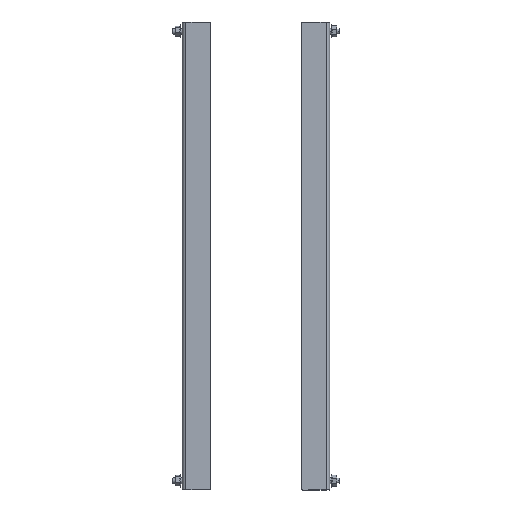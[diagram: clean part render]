
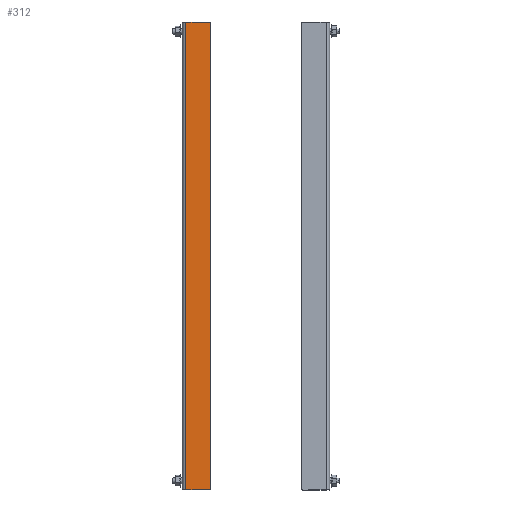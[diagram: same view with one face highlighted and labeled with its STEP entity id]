
A CAD part, front view. The second image highlights one B-rep face of the part: STEP entity #312.
In plain terms, the highlighted face is planar.
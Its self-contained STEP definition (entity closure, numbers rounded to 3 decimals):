
#13 = DIRECTION ( 'NONE',  ( 1., 0., 0. ) ) ;
#187 = CARTESIAN_POINT ( 'NONE',  ( 323.5, -16.5, -2.5 ) ) ;
#205 = FACE_OUTER_BOUND ( 'NONE', #219, .T. ) ;
#219 = EDGE_LOOP ( 'NONE', ( #4016, #3258, #653, #2357, #1129, #4357 ) ) ;
#312 = ADVANCED_FACE ( 'NONE', ( #205 ), #2499, .F. ) ;
#400 = VECTOR ( 'NONE', #4272, 1000. ) ;
#457 = CARTESIAN_POINT ( 'NONE',  ( -323.5, -18.5, -2.5 ) ) ;
#646 = DIRECTION ( 'NONE',  ( 1., 0., 0. ) ) ;
#653 = ORIENTED_EDGE ( 'NONE', *, *, #4343, .F. ) ;
#682 = AXIS2_PLACEMENT_3D ( 'NONE', #2434, #1996, #1972 ) ;
#687 = CARTESIAN_POINT ( 'NONE',  ( -325.5, -16.5, -2.5 ) ) ;
#740 = VERTEX_POINT ( 'NONE', #5717 ) ;
#1033 = CARTESIAN_POINT ( 'NONE',  ( -325.5, -18.5, -2.5 ) ) ;
#1090 = CARTESIAN_POINT ( 'NONE',  ( 325.5, -18.5, -2.5 ) ) ;
#1129 = ORIENTED_EDGE ( 'NONE', *, *, #1573, .F. ) ;
#1343 = DIRECTION ( 'NONE',  ( 1., 0., 0. ) ) ;
#1491 = DIRECTION ( 'NONE',  ( 0., -1., 0. ) ) ;
#1573 = EDGE_CURVE ( 'NONE', #3375, #1718, #1618, .T. ) ;
#1584 = EDGE_CURVE ( 'NONE', #740, #3449, #2856, .T. ) ;
#1618 = LINE ( 'NONE', #1033, #5577 ) ;
#1620 = LINE ( 'NONE', #4216, #2720 ) ;
#1718 = VERTEX_POINT ( 'NONE', #687 ) ;
#1876 = EDGE_CURVE ( 'NONE', #3375, #3449, #1620, .T. ) ;
#1942 = LINE ( 'NONE', #1090, #4261 ) ;
#1963 = CARTESIAN_POINT ( 'NONE',  ( 325.5, -18.5, -2.5 ) ) ;
#1972 = DIRECTION ( 'NONE',  ( 1., 0., 0. ) ) ;
#1996 = DIRECTION ( 'NONE',  ( 0., 0., 1. ) ) ;
#2273 = VERTEX_POINT ( 'NONE', #457 ) ;
#2357 = ORIENTED_EDGE ( 'NONE', *, *, #4376, .T. ) ;
#2434 = CARTESIAN_POINT ( 'NONE',  ( -325.5, 18.5, -2.5 ) ) ;
#2499 = PLANE ( 'NONE',  #682 ) ;
#2720 = VECTOR ( 'NONE', #4680, 1000. ) ;
#2774 = DIRECTION ( 'NONE',  ( 0., 0., -1. ) ) ;
#2856 = LINE ( 'NONE', #1963, #400 ) ;
#2859 = CARTESIAN_POINT ( 'NONE',  ( -325.5, 16., -2.5 ) ) ;
#3023 = CARTESIAN_POINT ( 'NONE',  ( 325.5, 16., -2.5 ) ) ;
#3174 = CIRCLE ( 'NONE', #4963, 2. ) ;
#3258 = ORIENTED_EDGE ( 'NONE', *, *, #4324, .T. ) ;
#3375 = VERTEX_POINT ( 'NONE', #2859 ) ;
#3401 = DIRECTION ( 'NONE',  ( 0., 0., -1. ) ) ;
#3449 = VERTEX_POINT ( 'NONE', #3023 ) ;
#3763 = VERTEX_POINT ( 'NONE', #4633 ) ;
#4016 = ORIENTED_EDGE ( 'NONE', *, *, #1584, .F. ) ;
#4216 = CARTESIAN_POINT ( 'NONE',  ( -325.5, 16., -2.5 ) ) ;
#4261 = VECTOR ( 'NONE', #1343, 1000. ) ;
#4272 = DIRECTION ( 'NONE',  ( 0., 1., 0. ) ) ;
#4324 = EDGE_CURVE ( 'NONE', #740, #3763, #3174, .T. ) ;
#4343 = EDGE_CURVE ( 'NONE', #2273, #3763, #1942, .T. ) ;
#4357 = ORIENTED_EDGE ( 'NONE', *, *, #1876, .T. ) ;
#4376 = EDGE_CURVE ( 'NONE', #2273, #1718, #5339, .T. ) ;
#4633 = CARTESIAN_POINT ( 'NONE',  ( 323.5, -18.5, -2.5 ) ) ;
#4680 = DIRECTION ( 'NONE',  ( 1., 0., 0. ) ) ;
#4890 = AXIS2_PLACEMENT_3D ( 'NONE', #5517, #2774, #13 ) ;
#4963 = AXIS2_PLACEMENT_3D ( 'NONE', #187, #3401, #646 ) ;
#5339 = CIRCLE ( 'NONE', #4890, 2. ) ;
#5517 = CARTESIAN_POINT ( 'NONE',  ( -323.5, -16.5, -2.5 ) ) ;
#5577 = VECTOR ( 'NONE', #1491, 1000. ) ;
#5717 = CARTESIAN_POINT ( 'NONE',  ( 325.5, -16.5, -2.5 ) ) ;
